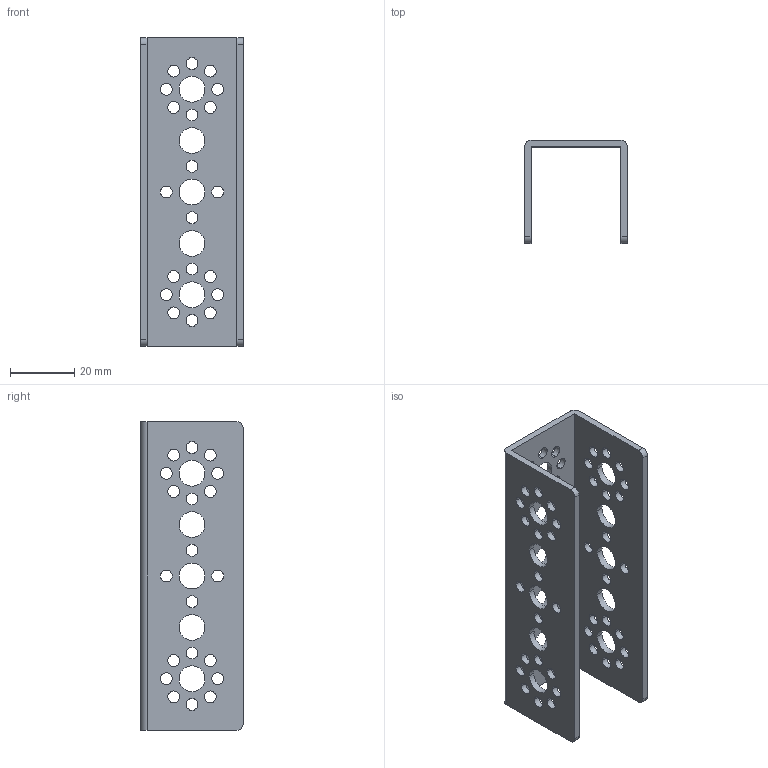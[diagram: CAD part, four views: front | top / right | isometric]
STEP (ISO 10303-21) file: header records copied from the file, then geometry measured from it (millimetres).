
FILE_DESCRIPTION (( 'STEP AP214' ), '1' );
FILE_NAME ('39066_TXM-96mmChannel.STEP', '2017-01-16T14:20:24', ( '' ), ( '' ), 'SwSTEP 2.0', 'SolidWorks 2016', '' );
FILE_SCHEMA (( 'AUTOMOTIVE_DESIGN' ));
Length unit declared in the file: millimetre
Products named in the file (2): 39066_TXM-96mmChannel
Bounding box: 32 x 32 x 96 mm (x, y, z)
Volume: 14694.1 mm3; surface area: 17584.7 mm2
Topology: 1 solids, 1 shells, 166 faces, 492 edges, 328 vertices
Faces by surface type: cylinder 156, plane 10
Entity records: 6097 total; most frequent: DIRECTION 1140, CARTESIAN_POINT 988, ORIENTED_EDGE 984, EDGE_CURVE 492, AXIS2_PLACEMENT_3D 480, VERTEX_POINT 328, EDGE_LOOP 316, CIRCLE 312
